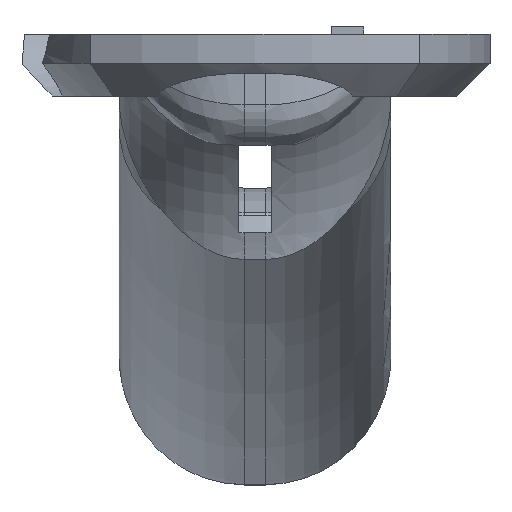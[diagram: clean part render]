
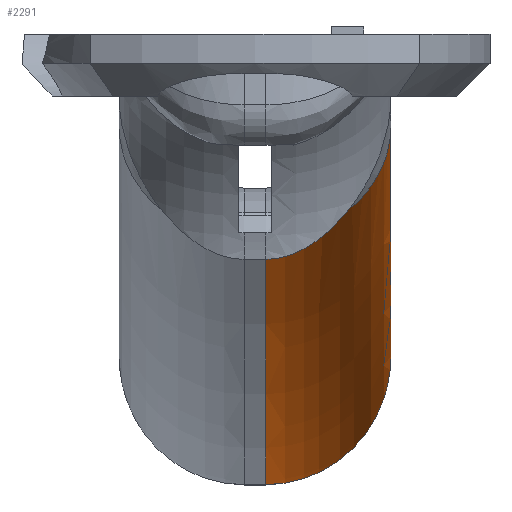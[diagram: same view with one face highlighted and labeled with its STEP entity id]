
A CAD part, front view. The second image highlights one B-rep face of the part: STEP entity #2291.
In plain terms, the highlighted toroidal (fillet/blend) face has major radius 375.048 mm and minor radius 11.5 mm.
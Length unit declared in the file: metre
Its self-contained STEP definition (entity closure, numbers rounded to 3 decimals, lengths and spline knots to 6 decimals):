
#31=TOROIDAL_SURFACE('',#2512,0.375047,0.0115);
#90=CIRCLE('',#2471,0.375047);
#105=CIRCLE('',#2505,0.386547);
#282=B_SPLINE_CURVE_WITH_KNOTS('',3,(#4042,#4043,#4044,#4045,#4046,#4047,
#4048),.UNSPECIFIED.,.F.,.F.,(4,1,1,1,4),(0.,0.00461,0.00922,
0.01383,0.01844),.UNSPECIFIED.);
#284=B_SPLINE_CURVE_WITH_KNOTS('',3,(#4057,#4058,#4059,#4060,#4061,#4062,
#4063,#4064),.UNSPECIFIED.,.F.,.F.,(4,1,1,1,1,4),(0.,0.002255,
0.004511,0.009022,0.013532,0.018043),
 .UNSPECIFIED.);
#614=ORIENTED_EDGE('',*,*,#1246,.T.);
#615=ORIENTED_EDGE('',*,*,#1192,.F.);
#616=ORIENTED_EDGE('',*,*,#1248,.F.);
#617=ORIENTED_EDGE('',*,*,#1235,.F.);
#1192=EDGE_CURVE('',#1519,#1398,#90,.T.);
#1235=EDGE_CURVE('',#1544,#1542,#105,.F.);
#1246=EDGE_CURVE('',#1544,#1398,#282,.T.);
#1248=EDGE_CURVE('',#1542,#1519,#284,.T.);
#1398=VERTEX_POINT('',#3290);
#1519=VERTEX_POINT('',#3794);
#1542=VERTEX_POINT('',#3907);
#1544=VERTEX_POINT('',#3913);
#1960=EDGE_LOOP('',(#614,#615,#616,#617));
#2103=FACE_BOUND('',#1960,.T.);
#2291=ADVANCED_FACE('',(#2103),#31,.T.);
#2471=AXIS2_PLACEMENT_3D('',#3795,#2865,#2866);
#2505=AXIS2_PLACEMENT_3D('',#3914,#2950,#2951);
#2512=AXIS2_PLACEMENT_3D('',#4056,#2964,#2965);
#2865=DIRECTION('',(1.,0.,0.));
#2866=DIRECTION('',(0.,0.,-1.));
#2950=DIRECTION('',(1.,0.,0.));
#2951=DIRECTION('',(0.,0.,-1.));
#2964=DIRECTION('',(1.,0.,0.));
#2965=DIRECTION('',(0.,0.,-1.));
#3290=CARTESIAN_POINT('',(0.1775,0.064935,-0.074953));
#3794=CARTESIAN_POINT('',(0.1775,-0.022827,-0.053787));
#3795=CARTESIAN_POINT('',(0.1775,0.108344,0.297574));
#3907=CARTESIAN_POINT('',(0.166,-0.028305,-0.064014));
#3913=CARTESIAN_POINT('',(0.166,0.067071,-0.086764));
#3914=CARTESIAN_POINT('',(0.166,0.108344,0.297574));
#4042=CARTESIAN_POINT('',(0.166,0.067071,-0.086764));
#4043=CARTESIAN_POINT('',(0.16755,0.067071,-0.086764));
#4044=CARTESIAN_POINT('',(0.170619,0.06695,-0.086117));
#4045=CARTESIAN_POINT('',(0.174453,0.066446,-0.083402));
#4046=CARTESIAN_POINT('',(0.176912,0.065742,-0.079535));
#4047=CARTESIAN_POINT('',(0.1775,0.065199,-0.076467));
#4048=CARTESIAN_POINT('',(0.1775,0.064935,-0.074953));
#4056=CARTESIAN_POINT('',(0.166,0.108344,0.297574));
#4057=CARTESIAN_POINT('',(0.166,-0.028305,-0.064014));
#4058=CARTESIAN_POINT('',(0.166763,-0.028305,-0.064014));
#4059=CARTESIAN_POINT('',(0.168259,-0.028233,-0.063883));
#4060=CARTESIAN_POINT('',(0.171178,-0.027805,-0.063097));
#4061=CARTESIAN_POINT('',(0.174358,-0.026773,-0.061197));
#4062=CARTESIAN_POINT('',(0.176901,-0.024956,-0.057814));
#4063=CARTESIAN_POINT('',(0.1775,-0.023528,-0.055118));
#4064=CARTESIAN_POINT('',(0.1775,-0.022827,-0.053787));
